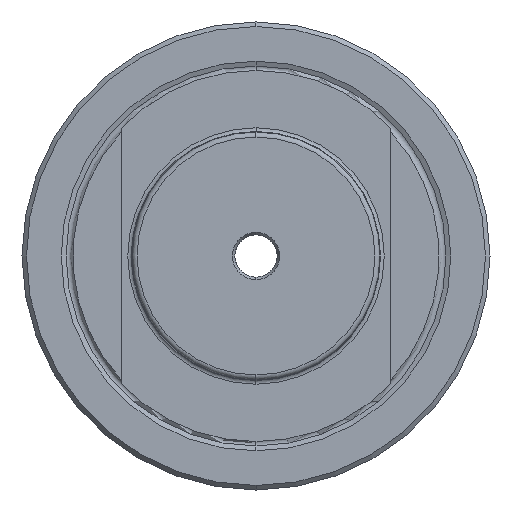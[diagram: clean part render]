
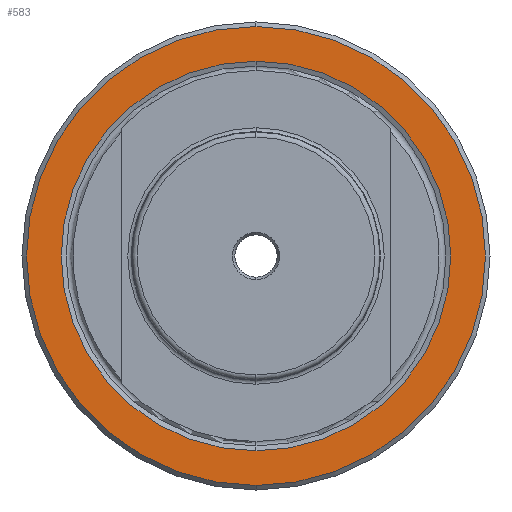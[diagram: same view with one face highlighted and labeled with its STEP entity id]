
A CAD part, left-side view. The second image highlights one B-rep face of the part: STEP entity #583.
In plain terms, the highlighted planar face has unit normal (-1, 0, 0).
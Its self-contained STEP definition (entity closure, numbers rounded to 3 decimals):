
#40 = EDGE_LOOP ( 'NONE', ( #3490, #2791 ) ) ;
#87 = ORIENTED_EDGE ( 'NONE', *, *, #879, .T. ) ;
#90 = DIRECTION ( 'NONE',  ( -1., 0., 0. ) ) ;
#138 = DIRECTION ( 'NONE',  ( -1., 0., 0. ) ) ;
#451 = CARTESIAN_POINT ( 'NONE',  ( 50., 0., 0. ) ) ;
#506 = CARTESIAN_POINT ( 'NONE',  ( 50., 0., 39.126 ) ) ;
#525 = CIRCLE ( 'NONE', #3484, 39.126 ) ;
#555 = AXIS2_PLACEMENT_3D ( 'NONE', #451, #2837, #785 ) ;
#583 = ADVANCED_FACE ( 'NONE', ( #1395, #3103 ), #3486, .F. ) ;
#785 = DIRECTION ( 'NONE',  ( 0., 0., 1. ) ) ;
#819 = CARTESIAN_POINT ( 'NONE',  ( 50., 0., -39.126 ) ) ;
#834 = VERTEX_POINT ( 'NONE', #819 ) ;
#841 = EDGE_LOOP ( 'NONE', ( #4139, #87 ) ) ;
#879 = EDGE_CURVE ( 'NONE', #2649, #1137, #4085, .T. ) ;
#1137 = VERTEX_POINT ( 'NONE', #3721 ) ;
#1264 = AXIS2_PLACEMENT_3D ( 'NONE', #1624, #4019, #1963 ) ;
#1368 = EDGE_CURVE ( 'NONE', #1137, #2649, #1466, .T. ) ;
#1395 = FACE_BOUND ( 'NONE', #40, .T. ) ;
#1430 = CARTESIAN_POINT ( 'NONE',  ( 50., 0., 39.126 ) ) ;
#1466 = CIRCLE ( 'NONE', #555, 46.1 ) ;
#1605 = CARTESIAN_POINT ( 'NONE',  ( 50., 0., 46.1 ) ) ;
#1624 = CARTESIAN_POINT ( 'NONE',  ( 50., 0., 0. ) ) ;
#1783 = DIRECTION ( 'NONE',  ( 0., 0., -1. ) ) ;
#1963 = DIRECTION ( 'NONE',  ( 0., 0., 1. ) ) ;
#2144 = CARTESIAN_POINT ( 'NONE',  ( 50., 0., 0. ) ) ;
#2202 = CARTESIAN_POINT ( 'NONE',  ( 50., 0., 0. ) ) ;
#2386 = EDGE_CURVE ( 'NONE', #3657, #834, #3145, .T. ) ;
#2416 = EDGE_CURVE ( 'NONE', #834, #3657, #525, .T. ) ;
#2498 = DIRECTION ( 'NONE',  ( 0., 0., 1. ) ) ;
#2547 = DIRECTION ( 'NONE',  ( 0., 0., 1. ) ) ;
#2649 = VERTEX_POINT ( 'NONE', #1605 ) ;
#2785 = AXIS2_PLACEMENT_3D ( 'NONE', #2202, #138, #2547 ) ;
#2791 = ORIENTED_EDGE ( 'NONE', *, *, #2416, .F. ) ;
#2837 = DIRECTION ( 'NONE',  ( -1., 0., 0. ) ) ;
#3103 = FACE_OUTER_BOUND ( 'NONE', #841, .T. ) ;
#3145 = CIRCLE ( 'NONE', #2785, 39.126 ) ;
#3484 = AXIS2_PLACEMENT_3D ( 'NONE', #2144, #90, #2498 ) ;
#3486 = PLANE ( 'NONE',  #4205 ) ;
#3490 = ORIENTED_EDGE ( 'NONE', *, *, #2386, .F. ) ;
#3657 = VERTEX_POINT ( 'NONE', #506 ) ;
#3721 = CARTESIAN_POINT ( 'NONE',  ( 50., 0., -46.1 ) ) ;
#3821 = DIRECTION ( 'NONE',  ( 1., 0., 0. ) ) ;
#4019 = DIRECTION ( 'NONE',  ( -1., 0., 0. ) ) ;
#4085 = CIRCLE ( 'NONE', #1264, 46.1 ) ;
#4139 = ORIENTED_EDGE ( 'NONE', *, *, #1368, .T. ) ;
#4205 = AXIS2_PLACEMENT_3D ( 'NONE', #1430, #3821, #1783 ) ;
